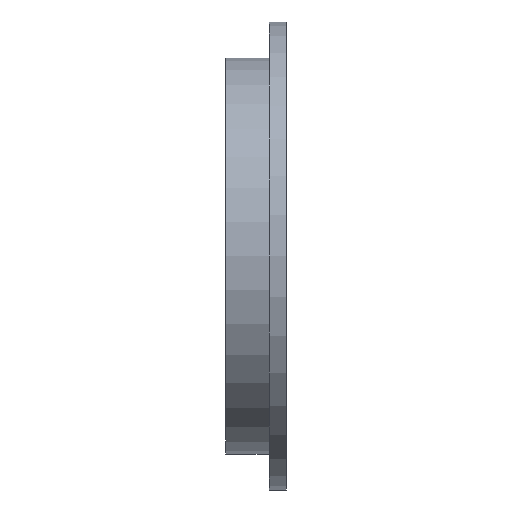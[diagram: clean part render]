
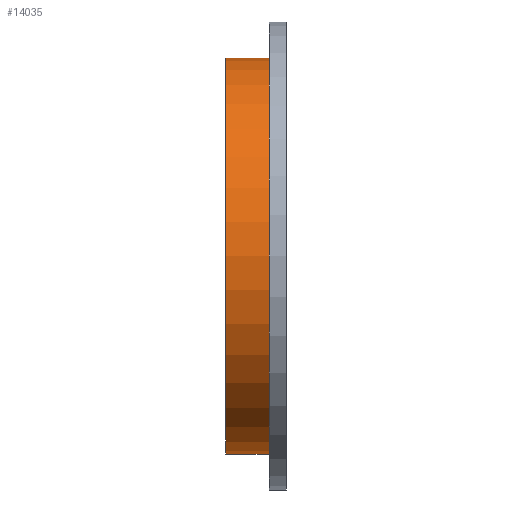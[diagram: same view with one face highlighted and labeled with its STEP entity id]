
A CAD part, left-side view. The second image highlights one B-rep face of the part: STEP entity #14035.
In plain terms, the highlighted cylindrical face has radius 52.388 mm (diameter 104.775 mm), a partial arc.
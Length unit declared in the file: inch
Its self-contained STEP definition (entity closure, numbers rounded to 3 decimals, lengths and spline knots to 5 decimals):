
#350 = DIRECTION ( 'NONE',  ( 0., 1., 0. ) ) ;
#1714 = DIRECTION ( 'NONE',  ( 0., 0., -1. ) ) ;
#2054 = EDGE_CURVE ( 'NONE', #9961, #5574, #6242, .T. ) ;
#2702 = ORIENTED_EDGE ( 'NONE', *, *, #12472, .T. ) ;
#2728 = CARTESIAN_POINT ( 'NONE',  ( 0., 0.628, -2.0625 ) ) ;
#2738 = CARTESIAN_POINT ( 'NONE',  ( 0., 0.178, 0. ) ) ;
#3478 = CARTESIAN_POINT ( 'NONE',  ( 0., 0.628, 2.0625 ) ) ;
#3776 = LINE ( 'NONE', #2728, #11244 ) ;
#4096 = DIRECTION ( 'NONE',  ( 0., 1., 0. ) ) ;
#4314 = CIRCLE ( 'NONE', #7866, 2.0625 ) ;
#4689 = LINE ( 'NONE', #9162, #8618 ) ;
#5325 = CARTESIAN_POINT ( 'NONE',  ( 0., 0.178, -2.0625 ) ) ;
#5574 = VERTEX_POINT ( 'NONE', #11115 ) ;
#6047 = CYLINDRICAL_SURFACE ( 'NONE', #8388, 2.0625 ) ;
#6242 = CIRCLE ( 'NONE', #10247, 2.0625 ) ;
#6898 = DIRECTION ( 'NONE',  ( 0., -1., 0. ) ) ;
#7080 = EDGE_CURVE ( 'NONE', #10863, #11498, #4314, .T. ) ;
#7248 = DIRECTION ( 'NONE',  ( 0., -1., 0. ) ) ;
#7866 = AXIS2_PLACEMENT_3D ( 'NONE', #8108, #350, #13797 ) ;
#8108 = CARTESIAN_POINT ( 'NONE',  ( 0., 0.628, 0. ) ) ;
#8361 = ORIENTED_EDGE ( 'NONE', *, *, #2054, .T. ) ;
#8388 = AXIS2_PLACEMENT_3D ( 'NONE', #10572, #13960, #1714 ) ;
#8565 = DIRECTION ( 'NONE',  ( 0., 0., 1. ) ) ;
#8618 = VECTOR ( 'NONE', #6898, 39.37008 ) ;
#9162 = CARTESIAN_POINT ( 'NONE',  ( 0., 0.628, 2.0625 ) ) ;
#9858 = EDGE_LOOP ( 'NONE', ( #14066, #11527, #2702, #8361 ) ) ;
#9961 = VERTEX_POINT ( 'NONE', #5325 ) ;
#10247 = AXIS2_PLACEMENT_3D ( 'NONE', #2738, #4096, #8565 ) ;
#10572 = CARTESIAN_POINT ( 'NONE',  ( 0., 0.628, 0. ) ) ;
#10863 = VERTEX_POINT ( 'NONE', #11348 ) ;
#11115 = CARTESIAN_POINT ( 'NONE',  ( 0., 0.178, 2.0625 ) ) ;
#11244 = VECTOR ( 'NONE', #7248, 39.37008 ) ;
#11348 = CARTESIAN_POINT ( 'NONE',  ( 0., 0.628, -2.0625 ) ) ;
#11498 = VERTEX_POINT ( 'NONE', #3478 ) ;
#11527 = ORIENTED_EDGE ( 'NONE', *, *, #7080, .F. ) ;
#11656 = FACE_OUTER_BOUND ( 'NONE', #9858, .T. ) ;
#12002 = EDGE_CURVE ( 'NONE', #11498, #5574, #4689, .T. ) ;
#12472 = EDGE_CURVE ( 'NONE', #10863, #9961, #3776, .T. ) ;
#13797 = DIRECTION ( 'NONE',  ( 0., 0., 1. ) ) ;
#13960 = DIRECTION ( 'NONE',  ( 0., -1., 0. ) ) ;
#14035 = ADVANCED_FACE ( 'NONE', ( #11656 ), #6047, .T. ) ;
#14066 = ORIENTED_EDGE ( 'NONE', *, *, #12002, .F. ) ;
